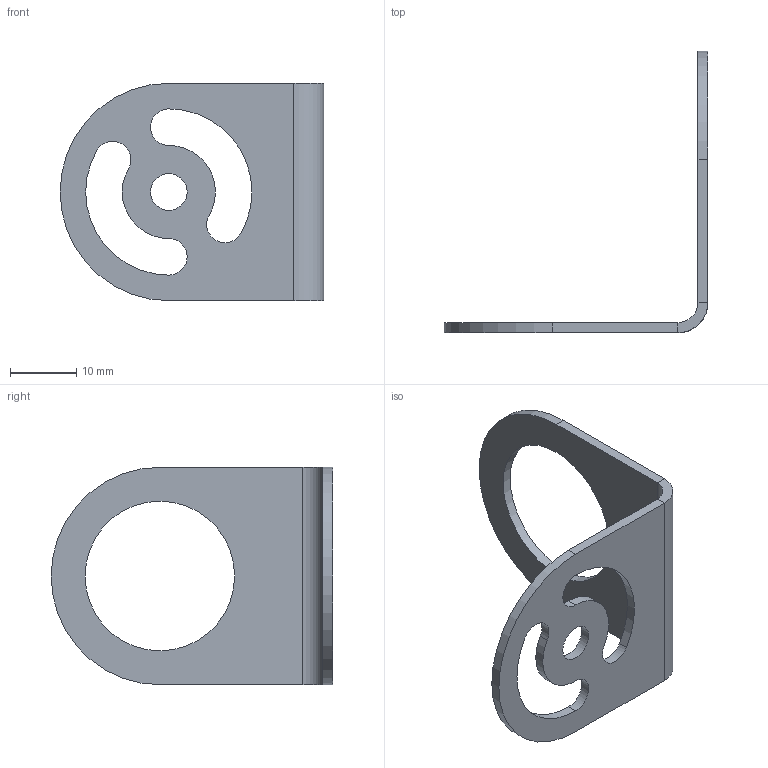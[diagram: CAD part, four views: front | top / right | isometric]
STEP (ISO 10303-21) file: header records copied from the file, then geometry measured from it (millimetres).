
FILE_DESCRIPTION (( 'STEP AP203' ), '1' );
FILE_NAME ('CAP004299-01 -A.STEP', '2025-08-19T14:39:33', ( '' ), ( '' ), 'SwSTEP 2.0', 'SolidWorks 2024', '' );
FILE_SCHEMA (( 'CONFIG_CONTROL_DESIGN' ));
Length unit declared in the file: millimetre
Products named in the file (1): CAP004299-01 -A
Bounding box: 39.67 x 42.37 x 32.7 mm (x, y, z)
Volume: 2487.3 mm3; surface area: 3915.5 mm2
Topology: 1 solids, 1 shells, 24 faces, 58 edges, 36 vertices
Faces by surface type: cylinder 14, plane 10
Full cylindrical faces by diameter (mm): 5.5 x1, 22.5 x1
Entity records: 789 total; most frequent: DIRECTION 134, CARTESIAN_POINT 117, ORIENTED_EDGE 112, EDGE_CURVE 56, AXIS2_PLACEMENT_3D 53, VERTEX_POINT 36, EDGE_LOOP 34, LINE 28
